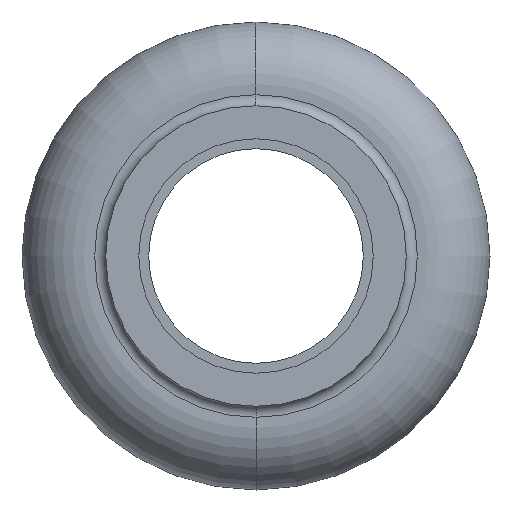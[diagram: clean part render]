
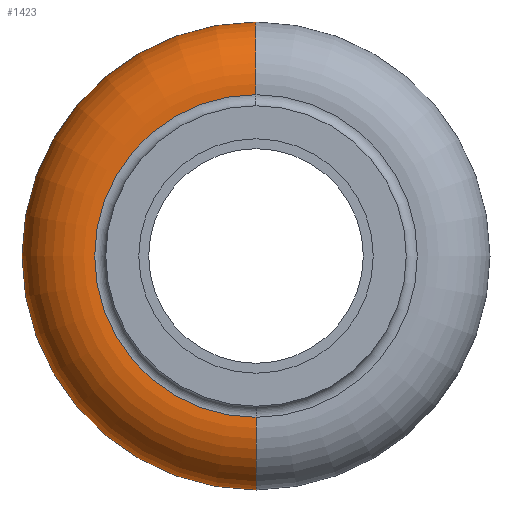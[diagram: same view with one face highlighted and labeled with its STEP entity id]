
A CAD part, left-side view. The second image highlights one B-rep face of the part: STEP entity #1423.
In plain terms, the highlighted toroidal (fillet/blend) face has major radius 6.498 mm and minor radius 2.502 mm.
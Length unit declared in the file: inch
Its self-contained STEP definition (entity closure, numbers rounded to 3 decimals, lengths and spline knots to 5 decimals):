
#66 = CARTESIAN_POINT ( 'NONE',  ( -0.13229, 0., -0.25583 ) ) ;
#78 = CIRCLE ( 'NONE', #2538, 0.0985 ) ;
#91 = DIRECTION ( 'NONE',  ( 0., -1., 0. ) ) ;
#99 = DIRECTION ( 'NONE',  ( 0., 0., -1. ) ) ;
#171 = VERTEX_POINT ( 'NONE', #925 ) ;
#223 = EDGE_LOOP ( 'NONE', ( #1337, #917, #1148, #1176 ) ) ;
#233 = VERTEX_POINT ( 'NONE', #2031 ) ;
#379 = FACE_OUTER_BOUND ( 'NONE', #223, .T. ) ;
#424 = AXIS2_PLACEMENT_3D ( 'NONE', #1914, #1215, #1231 ) ;
#590 = CIRCLE ( 'NONE', #424, 0.0985 ) ;
#623 = EDGE_CURVE ( 'NONE', #2519, #1353, #78, .T. ) ;
#740 = AXIS2_PLACEMENT_3D ( 'NONE', #2311, #2312, #2313 ) ;
#818 = EDGE_CURVE ( 'NONE', #2519, #233, #2021, .T. ) ;
#917 = ORIENTED_EDGE ( 'NONE', *, *, #1645, .T. ) ;
#920 = AXIS2_PLACEMENT_3D ( 'NONE', #2136, #2137, #2145 ) ;
#925 = CARTESIAN_POINT ( 'NONE',  ( -0.05087, 0., 0.31128 ) ) ;
#959 = CARTESIAN_POINT ( 'NONE',  ( -0.05087, 0., -0.31128 ) ) ;
#987 = EDGE_CURVE ( 'NONE', #1353, #171, #1722, .T. ) ;
#1102 = AXIS2_PLACEMENT_3D ( 'NONE', #1729, #1527, #1526 ) ;
#1148 = ORIENTED_EDGE ( 'NONE', *, *, #987, .F. ) ;
#1176 = ORIENTED_EDGE ( 'NONE', *, *, #623, .F. ) ;
#1215 = DIRECTION ( 'NONE',  ( 0., 1., 0. ) ) ;
#1226 = CARTESIAN_POINT ( 'NONE',  ( -0.2301, 0., -0.24426 ) ) ;
#1231 = DIRECTION ( 'NONE',  ( 0., 0., 1. ) ) ;
#1337 = ORIENTED_EDGE ( 'NONE', *, *, #818, .T. ) ;
#1353 = VERTEX_POINT ( 'NONE', #959 ) ;
#1423 = ADVANCED_FACE ( 'NONE', ( #379 ), #1600, .T. ) ;
#1526 = DIRECTION ( 'NONE',  ( 0., 0., -1. ) ) ;
#1527 = DIRECTION ( 'NONE',  ( 1., 0., 0. ) ) ;
#1600 = TOROIDAL_SURFACE ( 'NONE', #1102, 0.25583, 0.0985 ) ;
#1645 = EDGE_CURVE ( 'NONE', #233, #171, #590, .T. ) ;
#1722 = CIRCLE ( 'NONE', #740, 0.31128 ) ;
#1729 = CARTESIAN_POINT ( 'NONE',  ( -0.13229, 0., 0. ) ) ;
#1914 = CARTESIAN_POINT ( 'NONE',  ( -0.13229, 0., 0.25583 ) ) ;
#2021 = CIRCLE ( 'NONE', #920, 0.24426 ) ;
#2031 = CARTESIAN_POINT ( 'NONE',  ( -0.2301, 0., 0.24426 ) ) ;
#2136 = CARTESIAN_POINT ( 'NONE',  ( -0.2301, 0., 0. ) ) ;
#2137 = DIRECTION ( 'NONE',  ( 1., 0., 0. ) ) ;
#2145 = DIRECTION ( 'NONE',  ( 0., 0., -1. ) ) ;
#2311 = CARTESIAN_POINT ( 'NONE',  ( -0.05087, 0., 0. ) ) ;
#2312 = DIRECTION ( 'NONE',  ( 1., 0., 0. ) ) ;
#2313 = DIRECTION ( 'NONE',  ( 0., 0., -1. ) ) ;
#2519 = VERTEX_POINT ( 'NONE', #1226 ) ;
#2538 = AXIS2_PLACEMENT_3D ( 'NONE', #66, #91, #99 ) ;
